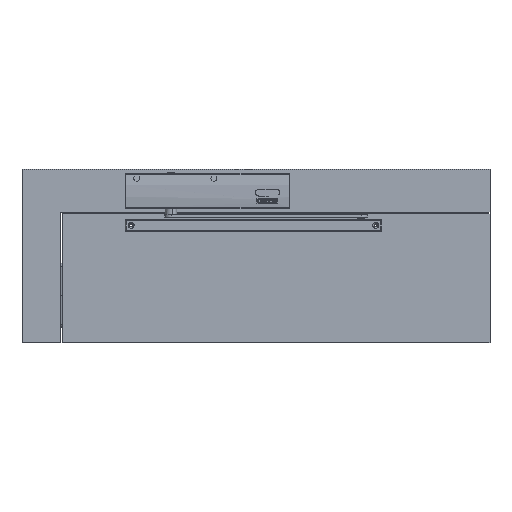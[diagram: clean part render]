
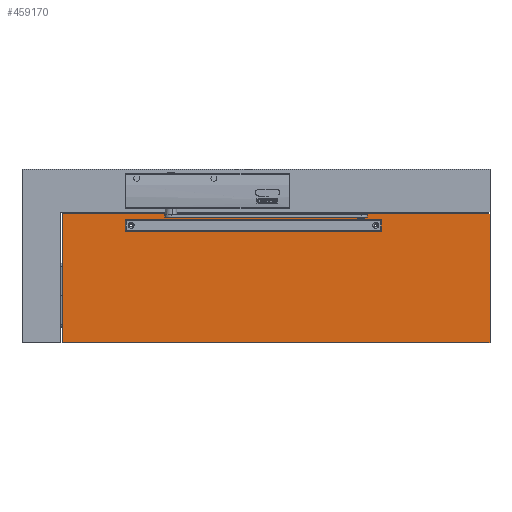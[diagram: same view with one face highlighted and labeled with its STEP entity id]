
A CAD part, top view. The second image highlights one B-rep face of the part: STEP entity #459170.
In plain terms, the highlighted planar face has unit normal (0, 0, 1).
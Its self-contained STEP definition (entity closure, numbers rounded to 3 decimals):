
#457190=CARTESIAN_POINT('',(-20.458,-177.402,
-322.5));
#457200=DIRECTION('',(-1.,0.,0.));
#457210=VECTOR('',#457200,1.);
#457220=LINE('',#457190,#457210);
#457230=CARTESIAN_POINT('',(538.042,-177.402,
-322.5));
#457240=VERTEX_POINT('',#457230);
#457250=CARTESIAN_POINT('',(-210.458,-177.402,
-322.5));
#457260=VERTEX_POINT('',#457250);
#457270=EDGE_CURVE('',#457240,#457260,#457220,.T.);
#458530=CARTESIAN_POINT('',(-20.458,222.598,
-322.5));
#458540=DIRECTION('',(-0.,0.,1.));
#458550=DIRECTION('',(0.,-1.,0.));
#458560=AXIS2_PLACEMENT_3D('',#458530,#458540,#458550);
#458570=PLANE('',#458560);
#458580=CARTESIAN_POINT('',(-100.458,44.548,
-322.5));
#458590=DIRECTION('',(0.,-1.,0.));
#458600=VECTOR('',#458590,1.);
#458610=LINE('',#458580,#458600);
#458620=CARTESIAN_POINT('',(-100.458,37.998,
-322.5));
#458630=VERTEX_POINT('',#458620);
#458640=CARTESIAN_POINT('',(-100.458,17.298,
-322.5));
#458650=VERTEX_POINT('',#458640);
#458660=EDGE_CURVE('',#458630,#458650,#458610,.T.);
#458670=ORIENTED_EDGE('',*,*,#458660,.F.);
#458680=CARTESIAN_POINT('',(-20.458,17.298,
-322.5));
#458690=DIRECTION('',(1.,-0.,0.));
#458700=VECTOR('',#458690,1.);
#458710=LINE('',#458680,#458700);
#458720=CARTESIAN_POINT('',(348.042,17.298,
-322.5));
#458730=VERTEX_POINT('',#458720);
#458740=EDGE_CURVE('',#458650,#458730,#458710,.T.);
#458750=ORIENTED_EDGE('',*,*,#458740,.F.);
#458760=CARTESIAN_POINT('',(348.042,44.548,
-322.5));
#458770=DIRECTION('',(0.,1.,0.));
#458780=VECTOR('',#458770,1.);
#458790=LINE('',#458760,#458780);
#458800=CARTESIAN_POINT('',(348.042,37.998,
-322.5));
#458810=VERTEX_POINT('',#458800);
#458820=EDGE_CURVE('',#458730,#458810,#458790,.T.);
#458830=ORIENTED_EDGE('',*,*,#458820,.F.);
#458840=CARTESIAN_POINT('',(-20.458,37.998,
-322.5));
#458850=DIRECTION('',(-1.,0.,0.));
#458860=VECTOR('',#458850,1.);
#458870=LINE('',#458840,#458860);
#458880=EDGE_CURVE('',#458810,#458630,#458870,.T.);
#458890=ORIENTED_EDGE('',*,*,#458880,.F.);
#458900=EDGE_LOOP('',(#458890,#458830,#458750,#458670));
#458910=FACE_BOUND('',#458900,.T.);
#458920=CARTESIAN_POINT('',(538.042,44.548,
-322.5));
#458930=DIRECTION('',(0.,1.,0.));
#458940=VECTOR('',#458930,1.);
#458950=LINE('',#458920,#458940);
#458960=CARTESIAN_POINT('',(538.042,47.848,
-322.5));
#458970=VERTEX_POINT('',#458960);
#458980=EDGE_CURVE('',#457240,#458970,#458950,.T.);
#458990=ORIENTED_EDGE('',*,*,#458980,.T.);
#459000=ORIENTED_EDGE('',*,*,#457270,.F.);
#459010=CARTESIAN_POINT('',(-210.458,44.548,
-322.5));
#459020=DIRECTION('',(0.,-1.,0.));
#459030=VECTOR('',#459020,1.);
#459040=LINE('',#459010,#459030);
#459050=CARTESIAN_POINT('',(-210.458,47.848,
-322.5));
#459060=VERTEX_POINT('',#459050);
#459070=EDGE_CURVE('',#459060,#457260,#459040,.T.);
#459080=ORIENTED_EDGE('',*,*,#459070,.T.);
#459090=CARTESIAN_POINT('',(-20.458,47.848,
-322.5));
#459100=DIRECTION('',(-1.,0.,0.));
#459110=VECTOR('',#459100,1.);
#459120=LINE('',#459090,#459110);
#459130=EDGE_CURVE('',#458970,#459060,#459120,.T.);
#459140=ORIENTED_EDGE('',*,*,#459130,.T.);
#459150=EDGE_LOOP('',(#459140,#459080,#459000,#458990));
#459160=FACE_OUTER_BOUND('',#459150,.T.);
#459170=ADVANCED_FACE('',(#458910,#459160),#458570,.T.);
